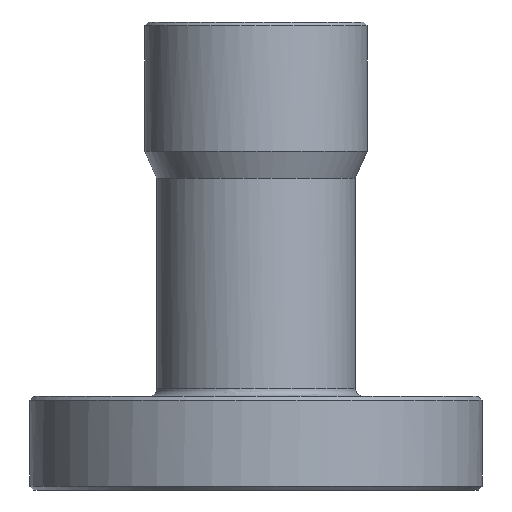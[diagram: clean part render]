
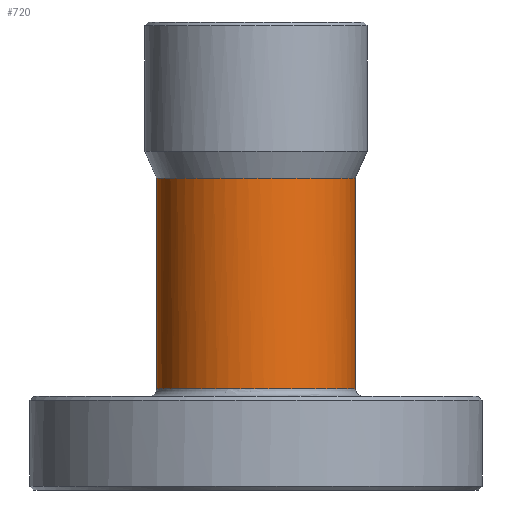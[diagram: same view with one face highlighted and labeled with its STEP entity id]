
A CAD part, front view. The second image highlights one B-rep face of the part: STEP entity #720.
In plain terms, the highlighted cylindrical face has radius 12.75 mm (diameter 25.5 mm), a full revolution.
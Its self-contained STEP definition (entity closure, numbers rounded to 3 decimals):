
#50=LINE('',#1643,#67);
#67=VECTOR('',#856,1000.);
#79=CYLINDRICAL_SURFACE('',#775,12.75);
#225=ORIENTED_EDGE('',*,*,#393,.F.);
#226=ORIENTED_EDGE('',*,*,#394,.F.);
#227=ORIENTED_EDGE('',*,*,#395,.F.);
#228=ORIENTED_EDGE('',*,*,#391,.T.);
#229=ORIENTED_EDGE('',*,*,#390,.T.);
#230=ORIENTED_EDGE('',*,*,#395,.T.);
#390=EDGE_CURVE('',#486,#487,#566,.T.);
#391=EDGE_CURVE('',#487,#486,#567,.T.);
#393=EDGE_CURVE('',#488,#489,#569,.F.);
#394=EDGE_CURVE('',#489,#488,#570,.F.);
#395=EDGE_CURVE('',#487,#489,#50,.T.);
#486=VERTEX_POINT('',#1600);
#487=VERTEX_POINT('',#1601);
#488=VERTEX_POINT('',#1630);
#489=VERTEX_POINT('',#1631);
#566=B_SPLINE_CURVE_WITH_KNOTS('',3,(#1589,#1590,#1591,#1592,#1593,#1594,
#1595,#1596,#1597,#1598,#1599),.UNSPECIFIED.,.F.,.F.,(4,1,1,1,1,1,1,1,4),
(0.,0.125,0.25,0.375,0.5,0.625,0.75,0.875,1.),.UNSPECIFIED.);
#567=B_SPLINE_CURVE_WITH_KNOTS('',3,(#1602,#1603,#1604,#1605,#1606,#1607,
#1608,#1609,#1610,#1611,#1612),.UNSPECIFIED.,.F.,.F.,(4,1,1,1,1,1,1,1,4),
(0.,0.125,0.25,0.375,0.5,0.625,0.75,0.875,1.),.UNSPECIFIED.);
#569=B_SPLINE_CURVE_WITH_KNOTS('',3,(#1619,#1620,#1621,#1622,#1623,#1624,
#1625,#1626,#1627,#1628,#1629),.UNSPECIFIED.,.F.,.F.,(4,1,1,1,1,1,1,1,4),
(0.,0.125,0.25,0.375,0.5,0.625,0.75,0.875,1.),.UNSPECIFIED.);
#570=B_SPLINE_CURVE_WITH_KNOTS('',3,(#1632,#1633,#1634,#1635,#1636,#1637,
#1638,#1639,#1640,#1641,#1642),.UNSPECIFIED.,.F.,.F.,(4,1,1,1,1,1,1,1,4),
(0.,0.125,0.25,0.375,0.5,0.625,0.75,0.875,1.),.UNSPECIFIED.);
#630=EDGE_LOOP('',(#225,#226,#227,#228,#229,#230));
#679=FACE_BOUND('',#630,.T.);
#720=ADVANCED_FACE('',(#679),#79,.T.);
#775=AXIS2_PLACEMENT_3D('',#1618,#854,#855);
#854=DIRECTION('',(0.,0.,1.));
#855=DIRECTION('',(1.,0.,0.));
#856=DIRECTION('',(0.,0.,1.));
#1589=CARTESIAN_POINT('',(-26.743,-4.378,13.));
#1590=CARTESIAN_POINT('',(-26.743,-6.047,13.));
#1591=CARTESIAN_POINT('',(-26.079,-9.384,13.));
#1592=CARTESIAN_POINT('',(-23.244,-13.629,13.));
#1593=CARTESIAN_POINT('',(-19.,-16.464,13.));
#1594=CARTESIAN_POINT('',(-13.993,-17.46,13.));
#1595=CARTESIAN_POINT('',(-8.987,-16.464,13.));
#1596=CARTESIAN_POINT('',(-4.743,-13.629,13.));
#1597=CARTESIAN_POINT('',(-1.907,-9.384,13.));
#1598=CARTESIAN_POINT('',(-1.243,-6.047,13.));
#1599=CARTESIAN_POINT('',(-1.243,-4.378,13.));
#1600=CARTESIAN_POINT('',(-26.743,-4.378,13.));
#1601=CARTESIAN_POINT('',(-1.243,-4.378,13.));
#1602=CARTESIAN_POINT('',(-1.243,-4.378,13.));
#1603=CARTESIAN_POINT('',(-1.243,-2.709,13.));
#1604=CARTESIAN_POINT('',(-1.907,0.628,13.));
#1605=CARTESIAN_POINT('',(-4.743,4.872,13.));
#1606=CARTESIAN_POINT('',(-8.987,7.708,13.));
#1607=CARTESIAN_POINT('',(-13.993,8.704,13.));
#1608=CARTESIAN_POINT('',(-19.,7.708,13.));
#1609=CARTESIAN_POINT('',(-23.244,4.872,13.));
#1610=CARTESIAN_POINT('',(-26.079,0.628,13.));
#1611=CARTESIAN_POINT('',(-26.743,-2.709,13.));
#1612=CARTESIAN_POINT('',(-26.743,-4.378,13.));
#1618=CARTESIAN_POINT('',(-13.993,-4.378,0.));
#1619=CARTESIAN_POINT('',(-1.243,-4.378,40.));
#1620=CARTESIAN_POINT('',(-1.243,-6.047,40.));
#1621=CARTESIAN_POINT('',(-1.907,-9.384,40.));
#1622=CARTESIAN_POINT('',(-4.743,-13.629,40.));
#1623=CARTESIAN_POINT('',(-8.987,-16.464,40.));
#1624=CARTESIAN_POINT('',(-13.993,-17.46,40.));
#1625=CARTESIAN_POINT('',(-19.,-16.464,40.));
#1626=CARTESIAN_POINT('',(-23.244,-13.629,40.));
#1627=CARTESIAN_POINT('',(-26.079,-9.384,40.));
#1628=CARTESIAN_POINT('',(-26.743,-6.047,40.));
#1629=CARTESIAN_POINT('',(-26.743,-4.378,40.));
#1630=CARTESIAN_POINT('',(-26.743,-4.378,40.));
#1631=CARTESIAN_POINT('',(-1.243,-4.378,40.));
#1632=CARTESIAN_POINT('',(-26.743,-4.378,40.));
#1633=CARTESIAN_POINT('',(-26.743,-2.709,40.));
#1634=CARTESIAN_POINT('',(-26.079,0.628,40.));
#1635=CARTESIAN_POINT('',(-23.244,4.872,40.));
#1636=CARTESIAN_POINT('',(-19.,7.708,40.));
#1637=CARTESIAN_POINT('',(-13.993,8.704,40.));
#1638=CARTESIAN_POINT('',(-8.987,7.708,40.));
#1639=CARTESIAN_POINT('',(-4.743,4.872,40.));
#1640=CARTESIAN_POINT('',(-1.907,0.628,40.));
#1641=CARTESIAN_POINT('',(-1.243,-2.709,40.));
#1642=CARTESIAN_POINT('',(-1.243,-4.378,40.));
#1643=CARTESIAN_POINT('',(-1.243,-4.378,13.));
